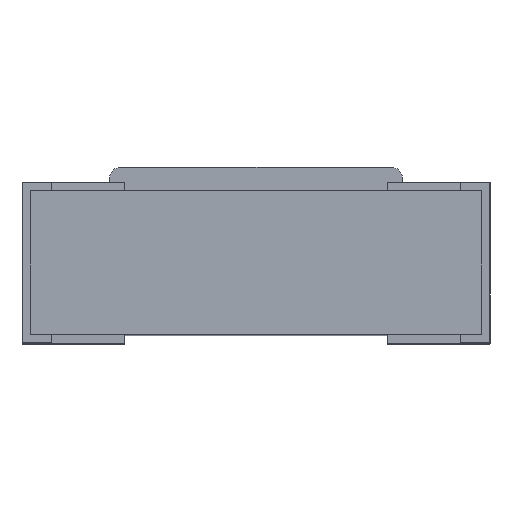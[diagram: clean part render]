
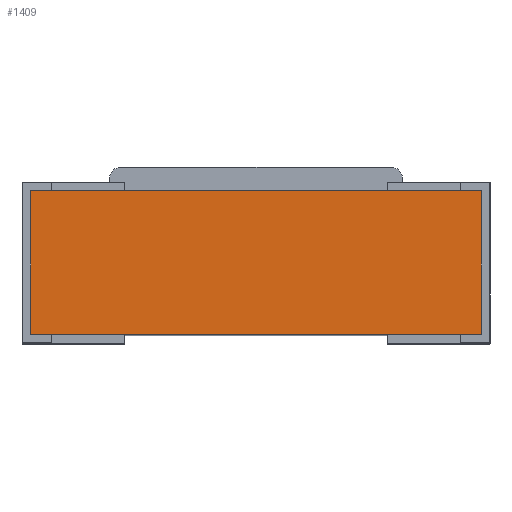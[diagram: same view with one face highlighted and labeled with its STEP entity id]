
A CAD part, top view. The second image highlights one B-rep face of the part: STEP entity #1409.
In plain terms, the highlighted face is planar.
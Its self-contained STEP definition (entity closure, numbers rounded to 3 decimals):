
#52 = DIRECTION ( 'NONE',  ( 0., 0., 1. ) ) ;
#479 = LINE ( 'NONE', #5541, #3032 ) ;
#503 = VECTOR ( 'NONE', #5314, 1000. ) ;
#530 = DIRECTION ( 'NONE',  ( 0., 0., 1. ) ) ;
#544 = CARTESIAN_POINT ( 'NONE',  ( 1.6, 0.03, -0.77 ) ) ;
#692 = EDGE_CURVE ( 'NONE', #5572, #3920, #479, .T. ) ;
#716 = VECTOR ( 'NONE', #530, 1000. ) ;
#1093 = ORIENTED_EDGE ( 'NONE', *, *, #2334, .T. ) ;
#1409 = ADVANCED_FACE ( 'NONE', ( #5770 ), #2929, .F. ) ;
#1460 = ORIENTED_EDGE ( 'NONE', *, *, #692, .T. ) ;
#1747 = VECTOR ( 'NONE', #52, 1000. ) ;
#1764 = CARTESIAN_POINT ( 'NONE',  ( 1.6, 0.03, 0.77 ) ) ;
#2059 = DIRECTION ( 'NONE',  ( 0., 0., 1. ) ) ;
#2334 = EDGE_CURVE ( 'NONE', #4094, #5572, #2430, .T. ) ;
#2335 = CARTESIAN_POINT ( 'NONE',  ( 1.6, 0.03, 0. ) ) ;
#2369 = EDGE_CURVE ( 'NONE', #3572, #3920, #4497, .T. ) ;
#2430 = LINE ( 'NONE', #3498, #716 ) ;
#2849 = EDGE_LOOP ( 'NONE', ( #1093, #1460, #3183, #4807 ) ) ;
#2854 = CARTESIAN_POINT ( 'NONE',  ( 1.6, 0.52, 0.77 ) ) ;
#2929 = PLANE ( 'NONE',  #5567 ) ;
#3032 = VECTOR ( 'NONE', #4561, 1000. ) ;
#3183 = ORIENTED_EDGE ( 'NONE', *, *, #2369, .F. ) ;
#3434 = CARTESIAN_POINT ( 'NONE',  ( 1.6, 0., -0.77 ) ) ;
#3498 = CARTESIAN_POINT ( 'NONE',  ( 1.6, 0.52, 0. ) ) ;
#3572 = VERTEX_POINT ( 'NONE', #544 ) ;
#3920 = VERTEX_POINT ( 'NONE', #1764 ) ;
#4094 = VERTEX_POINT ( 'NONE', #5689 ) ;
#4497 = LINE ( 'NONE', #2335, #1747 ) ;
#4561 = DIRECTION ( 'NONE',  ( 0., -1., 0. ) ) ;
#4757 = DIRECTION ( 'NONE',  ( -1., 0., 0. ) ) ;
#4807 = ORIENTED_EDGE ( 'NONE', *, *, #5832, .F. ) ;
#4933 = LINE ( 'NONE', #3434, #503 ) ;
#5314 = DIRECTION ( 'NONE',  ( 0., -1., 0. ) ) ;
#5541 = CARTESIAN_POINT ( 'NONE',  ( 1.6, 0., 0.77 ) ) ;
#5567 = AXIS2_PLACEMENT_3D ( 'NONE', #5717, #4757, #2059 ) ;
#5572 = VERTEX_POINT ( 'NONE', #2854 ) ;
#5689 = CARTESIAN_POINT ( 'NONE',  ( 1.6, 0.52, -0.77 ) ) ;
#5717 = CARTESIAN_POINT ( 'NONE',  ( 1.6, 0.55, 0. ) ) ;
#5770 = FACE_OUTER_BOUND ( 'NONE', #2849, .T. ) ;
#5832 = EDGE_CURVE ( 'NONE', #4094, #3572, #4933, .T. ) ;
